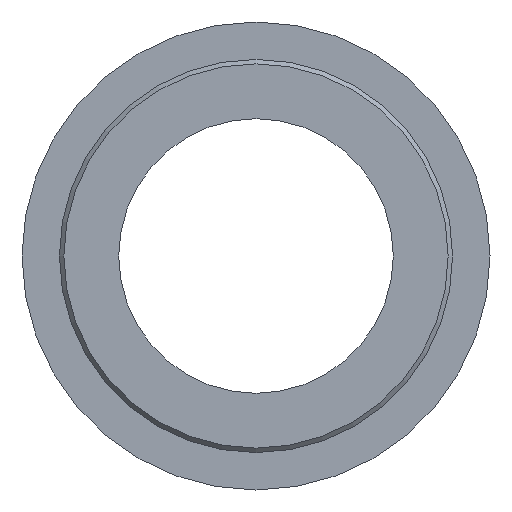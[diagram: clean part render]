
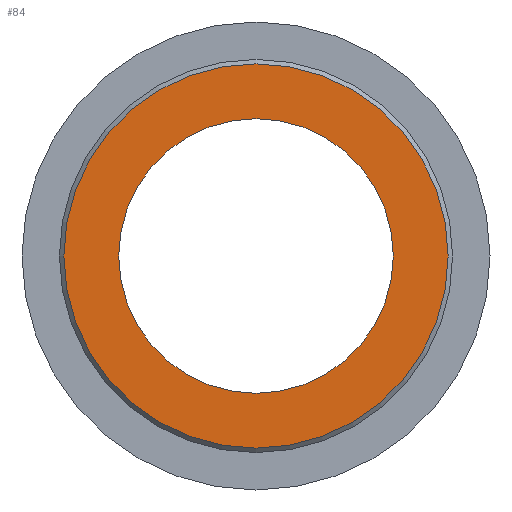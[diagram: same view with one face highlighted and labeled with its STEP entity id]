
A CAD part, left-side view. The second image highlights one B-rep face of the part: STEP entity #84.
In plain terms, the highlighted planar face has unit normal (-1, 0, 0).
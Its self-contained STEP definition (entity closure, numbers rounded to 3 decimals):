
#84 = ADVANCED_FACE( '', ( #167, #168 ), #169, .F. );
#167 = FACE_OUTER_BOUND( '', #319, .T. );
#168 = FACE_BOUND( '', #320, .T. );
#169 = PLANE( '', #321 );
#319 = EDGE_LOOP( '', ( #489 ) );
#320 = EDGE_LOOP( '', ( #490 ) );
#321 = AXIS2_PLACEMENT_3D( '', #491, #492, #493 );
#489 = ORIENTED_EDGE( '', *, *, #891, .F. );
#490 = ORIENTED_EDGE( '', *, *, #892, .T. );
#491 = CARTESIAN_POINT( '', ( -69.5, 0., 0. ) );
#492 = DIRECTION( '', ( 1., 0., 0. ) );
#493 = DIRECTION( '', ( 0., 0., -1. ) );
#891 = EDGE_CURVE( '', #1023, #1023, #1024, .T. );
#892 = EDGE_CURVE( '', #1025, #1025, #1026, .T. );
#1023 = VERTEX_POINT( '', #1229 );
#1024 = CIRCLE( '', #1230, 30.793 );
#1025 = VERTEX_POINT( '', #1231 );
#1026 = CIRCLE( '', #1232, 22. );
#1229 = CARTESIAN_POINT( '', ( -69.5, 0., -30.793 ) );
#1230 = AXIS2_PLACEMENT_3D( '', #1516, #1517, #1518 );
#1231 = CARTESIAN_POINT( '', ( -69.5, 0., -22. ) );
#1232 = AXIS2_PLACEMENT_3D( '', #1519, #1520, #1521 );
#1516 = CARTESIAN_POINT( '', ( -69.5, 0., 0. ) );
#1517 = DIRECTION( '', ( 1., 0., 0. ) );
#1518 = DIRECTION( '', ( 0., 0., -1. ) );
#1519 = CARTESIAN_POINT( '', ( -69.5, 0., 0. ) );
#1520 = DIRECTION( '', ( 1., 0., 0. ) );
#1521 = DIRECTION( '', ( 0., 0., -1. ) );
